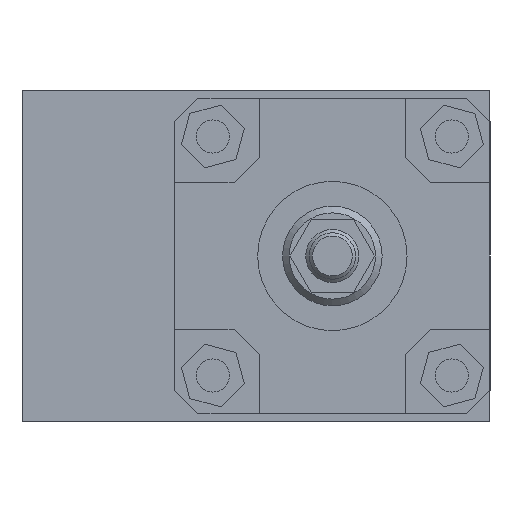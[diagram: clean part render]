
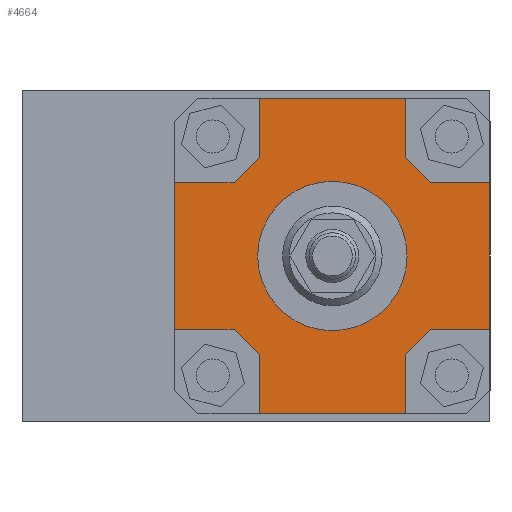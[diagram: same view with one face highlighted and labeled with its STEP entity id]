
A CAD part, left-side view. The second image highlights one B-rep face of the part: STEP entity #4664.
In plain terms, the highlighted planar face has unit normal (-1, 0, 0).
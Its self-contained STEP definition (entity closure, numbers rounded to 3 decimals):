
#146=FACE_BOUND($,#752,.T.);
#267=CIRCLE($,#5006,22.5);
#436=FACE_OUTER_BOUND($,#751,.T.);
#751=EDGE_LOOP($,(#3531,#3532,#3533,#3534,#3535,#3536,#3537,#3538,#3539,
#3540,#3541,#3542,#3543,#3544,#3545,#3546));
#752=EDGE_LOOP($,(#3547));
#1125=LINE($,#7017,#1639);
#1128=LINE($,#7022,#1642);
#1130=LINE($,#7026,#1644);
#1132=LINE($,#7032,#1646);
#1135=LINE($,#7037,#1649);
#1137=LINE($,#7041,#1651);
#1139=LINE($,#7047,#1653);
#1142=LINE($,#7052,#1656);
#1144=LINE($,#7056,#1658);
#1148=LINE($,#7066,#1662);
#1156=LINE($,#7079,#1670);
#1161=LINE($,#7088,#1675);
#1165=LINE($,#7095,#1679);
#1167=LINE($,#7099,#1681);
#1169=LINE($,#7103,#1683);
#1170=LINE($,#7105,#1684);
#1639=VECTOR($,#5775,17.881);
#1642=VECTOR($,#5780,10.775);
#1644=VECTOR($,#5784,17.881);
#1646=VECTOR($,#5790,17.881);
#1649=VECTOR($,#5795,10.775);
#1651=VECTOR($,#5799,17.881);
#1653=VECTOR($,#5805,17.881);
#1656=VECTOR($,#5810,10.775);
#1658=VECTOR($,#5814,17.881);
#1662=VECTOR($,#5824,44.);
#1670=VECTOR($,#5836,44.);
#1675=VECTOR($,#5843,44.);
#1679=VECTOR($,#5851,44.);
#1681=VECTOR($,#5855,17.881);
#1683=VECTOR($,#5859,10.775);
#1684=VECTOR($,#5862,17.881);
#2152=VERTEX_POINT($,#7014);
#2153=VERTEX_POINT($,#7016);
#2154=VERTEX_POINT($,#7020);
#2155=VERTEX_POINT($,#7024);
#2156=VERTEX_POINT($,#7029);
#2157=VERTEX_POINT($,#7031);
#2158=VERTEX_POINT($,#7035);
#2159=VERTEX_POINT($,#7039);
#2160=VERTEX_POINT($,#7044);
#2161=VERTEX_POINT($,#7046);
#2162=VERTEX_POINT($,#7050);
#2163=VERTEX_POINT($,#7054);
#2166=VERTEX_POINT($,#7065);
#2172=VERTEX_POINT($,#7086);
#2174=VERTEX_POINT($,#7097);
#2175=VERTEX_POINT($,#7101);
#2176=VERTEX_POINT($,#7108);
#2647=EDGE_CURVE($,#2153,#2152,#1125,.T.);
#2650=EDGE_CURVE($,#2152,#2154,#1128,.T.);
#2652=EDGE_CURVE($,#2154,#2155,#1130,.T.);
#2654=EDGE_CURVE($,#2157,#2156,#1132,.T.);
#2657=EDGE_CURVE($,#2156,#2158,#1135,.T.);
#2659=EDGE_CURVE($,#2158,#2159,#1137,.T.);
#2661=EDGE_CURVE($,#2161,#2160,#1139,.T.);
#2664=EDGE_CURVE($,#2160,#2162,#1142,.T.);
#2666=EDGE_CURVE($,#2162,#2163,#1144,.T.);
#2670=EDGE_CURVE($,#2166,#2153,#1148,.T.);
#2678=EDGE_CURVE($,#2155,#2157,#1156,.T.);
#2683=EDGE_CURVE($,#2163,#2172,#1161,.T.);
#2687=EDGE_CURVE($,#2159,#2161,#1165,.T.);
#2689=EDGE_CURVE($,#2172,#2174,#1167,.T.);
#2691=EDGE_CURVE($,#2174,#2175,#1169,.T.);
#2692=EDGE_CURVE($,#2175,#2166,#1170,.T.);
#2693=EDGE_CURVE($,#2176,#2176,#267,.T.);
#3531=ORIENTED_EDGE($,*,*,#2652,.T.);
#3532=ORIENTED_EDGE($,*,*,#2678,.T.);
#3533=ORIENTED_EDGE($,*,*,#2654,.T.);
#3534=ORIENTED_EDGE($,*,*,#2657,.T.);
#3535=ORIENTED_EDGE($,*,*,#2659,.T.);
#3536=ORIENTED_EDGE($,*,*,#2687,.T.);
#3537=ORIENTED_EDGE($,*,*,#2661,.T.);
#3538=ORIENTED_EDGE($,*,*,#2664,.T.);
#3539=ORIENTED_EDGE($,*,*,#2666,.T.);
#3540=ORIENTED_EDGE($,*,*,#2683,.T.);
#3541=ORIENTED_EDGE($,*,*,#2689,.T.);
#3542=ORIENTED_EDGE($,*,*,#2691,.T.);
#3543=ORIENTED_EDGE($,*,*,#2692,.T.);
#3544=ORIENTED_EDGE($,*,*,#2670,.T.);
#3545=ORIENTED_EDGE($,*,*,#2647,.T.);
#3546=ORIENTED_EDGE($,*,*,#2650,.T.);
#3547=ORIENTED_EDGE($,*,*,#2693,.F.);
#4252=PLANE($,#5005);
#4664=ADVANCED_FACE($,(#436,#146),#4252,.F.);
#5005=AXIS2_PLACEMENT_3D($,#7107,#5865,#5866);
#5006=AXIS2_PLACEMENT_3D($,#7109,#5867,#5868);
#5775=DIRECTION($,(0.,-1.,0.));
#5780=DIRECTION($,(0.,-0.707,-0.707));
#5784=DIRECTION($,(0.,0.,-1.));
#5790=DIRECTION($,(0.,0.,1.));
#5795=DIRECTION($,(0.,-0.707,0.707));
#5799=DIRECTION($,(0.,-1.,0.));
#5805=DIRECTION($,(0.,1.,0.));
#5810=DIRECTION($,(0.,0.707,0.707));
#5814=DIRECTION($,(0.,0.,1.));
#5824=DIRECTION($,(0.,0.,-1.));
#5836=DIRECTION($,(0.,-1.,0.));
#5843=DIRECTION($,(0.,1.,0.));
#5851=DIRECTION($,(0.,0.,1.));
#5855=DIRECTION($,(0.,0.,-1.));
#5859=DIRECTION($,(0.,0.707,-0.707));
#5862=DIRECTION($,(0.,1.,0.));
#5865=DIRECTION('center_axis',(1.,0.,0.));
#5866=DIRECTION('ref_axis',(0.,0.,-1.));
#5867=DIRECTION('center_axis',(-1.,0.,0.));
#5868=DIRECTION('ref_axis',(0.,0.,1.));
#7014=CARTESIAN_POINT('',(-189.,29.619,-22.));
#7016=CARTESIAN_POINT('',(-189.,47.5,-22.));
#7017=CARTESIAN_POINT($,(-189.,23.75,-22.));
#7020=CARTESIAN_POINT('',(-189.,22.,-29.619));
#7022=CARTESIAN_POINT($,(-189.,27.714,-23.905));
#7024=CARTESIAN_POINT('',(-189.,22.,-47.5));
#7026=CARTESIAN_POINT($,(-189.,22.,-14.809));
#7029=CARTESIAN_POINT('',(-189.,-22.,-29.619));
#7031=CARTESIAN_POINT('',(-189.,-22.,-47.5));
#7032=CARTESIAN_POINT($,(-189.,-22.,-23.75));
#7035=CARTESIAN_POINT('',(-189.,-29.619,-22.));
#7037=CARTESIAN_POINT($,(-189.,-23.905,-27.714));
#7039=CARTESIAN_POINT('',(-189.,-47.5,-22.));
#7041=CARTESIAN_POINT($,(-189.,-14.809,-22.));
#7044=CARTESIAN_POINT('',(-189.,-29.619,22.));
#7046=CARTESIAN_POINT('',(-189.,-47.5,22.));
#7047=CARTESIAN_POINT($,(-189.,-23.75,22.));
#7050=CARTESIAN_POINT('',(-189.,-22.,29.619));
#7052=CARTESIAN_POINT($,(-189.,-27.714,23.905));
#7054=CARTESIAN_POINT('',(-189.,-22.,47.5));
#7056=CARTESIAN_POINT($,(-189.,-22.,14.809));
#7065=CARTESIAN_POINT('',(-189.,47.5,22.));
#7066=CARTESIAN_POINT($,(-189.,47.5,-40.5));
#7079=CARTESIAN_POINT($,(-189.,-40.5,-47.5));
#7086=CARTESIAN_POINT('',(-189.,22.,47.5));
#7088=CARTESIAN_POINT($,(-189.,40.5,47.5));
#7095=CARTESIAN_POINT($,(-189.,-47.5,40.5));
#7097=CARTESIAN_POINT('',(-189.,22.,29.619));
#7099=CARTESIAN_POINT($,(-189.,22.,23.75));
#7101=CARTESIAN_POINT('',(-189.,29.619,22.));
#7103=CARTESIAN_POINT($,(-189.,23.905,27.714));
#7105=CARTESIAN_POINT($,(-189.,14.809,22.));
#7107=CARTESIAN_POINT('Origin',(-189.,0.,0.));
#7108=CARTESIAN_POINT('',(-189.,0.,-22.5));
#7109=CARTESIAN_POINT('Origin',(-189.,0.,0.));
